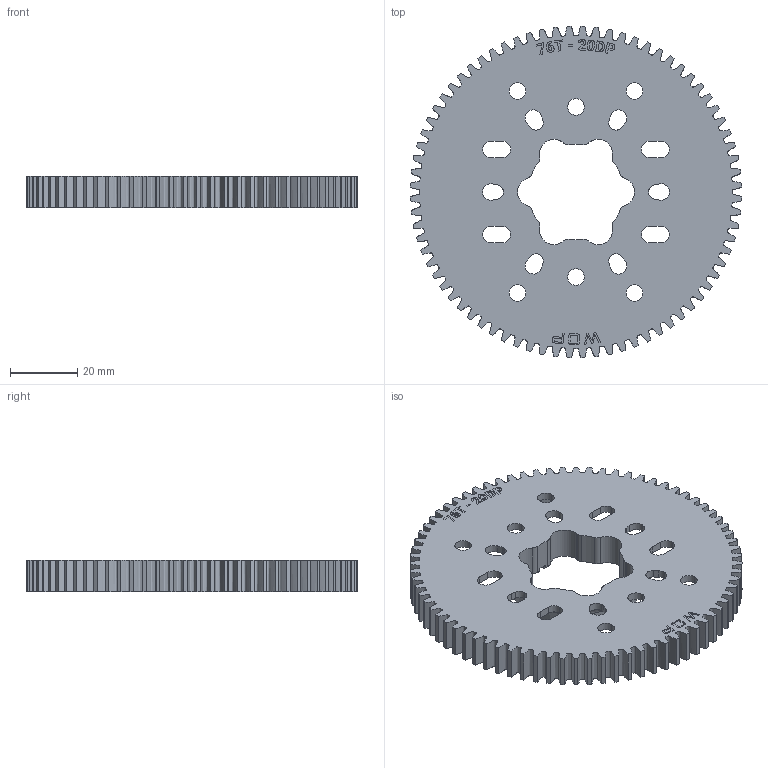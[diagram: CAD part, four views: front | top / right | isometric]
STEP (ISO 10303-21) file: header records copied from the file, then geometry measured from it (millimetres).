
FILE_DESCRIPTION (( 'STEP AP214' ), '1' );
FILE_NAME ('WCP-1103 Rev1.step', '2024-01-18T01:28:02', ( '' ), ( '' ), 'SwSTEP 2.0', 'SolidWorks 2022', '' );
FILE_SCHEMA (( 'AUTOMOTIVE_DESIGN' ));
Length unit declared in the file: inch
Products named in the file (1): WCP-1103 Rev1
Bounding box: 99.02 x 99.02 x 9.53 mm (x, y, z)
Volume: 26860.1 mm3; surface area: 22175 mm2
Topology: 1 solids, 1 shells, 405 faces, 1175 edges, 783 vertices
Faces by surface type: cylinder 157, plane 128, bspline 116, torus 4
Entity records: 36984 total; most frequent: CARTESIAN_POINT 26668, ORIENTED_EDGE 2350, DIRECTION 1854, EDGE_CURVE 1175, VERTEX_POINT 783, AXIS2_PLACEMENT_3D 629, LINE 596, VECTOR 596
